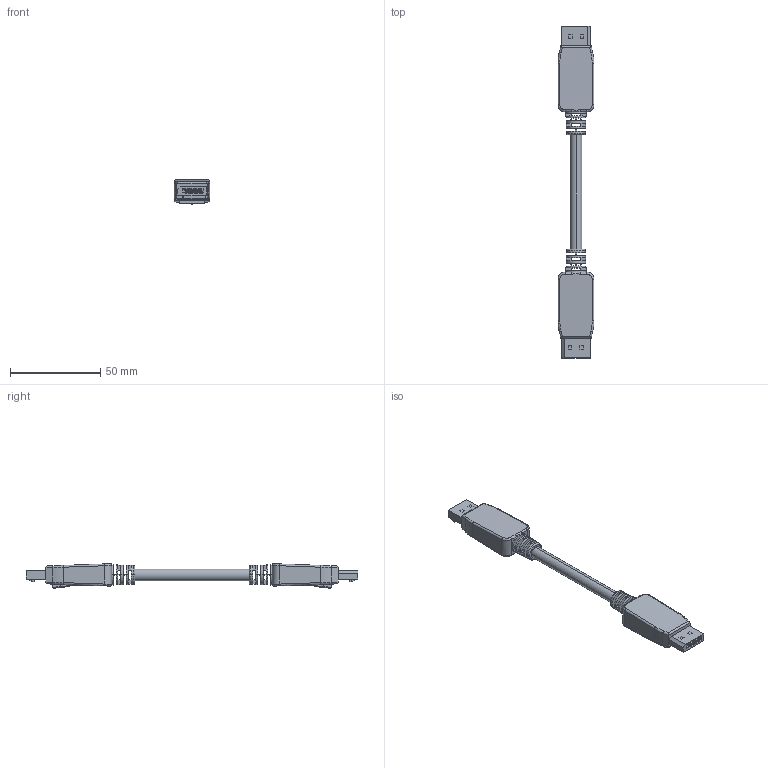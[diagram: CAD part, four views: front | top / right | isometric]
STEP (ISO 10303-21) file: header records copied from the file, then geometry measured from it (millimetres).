
FILE_DESCRIPTION (( 'STEP AP214' ), '1' );
FILE_NAME ('DPA00003.STEP', '2018-05-14T21:53:31', ( '' ), ( '' ), 'SwSTEP 2.0', 'SolidWorks 2017', '' );
FILE_SCHEMA (( 'AUTOMOTIVE_DESIGN' ));
Length unit declared in the file: inch
Products named in the file (3): CABLE DPCAMM; 1AA10-051; DPA00003
Assembly tree (3 placements, depth 2):
  DPA00003
    CABLE DPCAMM
    1AA10-051  x2
Bounding box: 19.94 x 183.95 x 13.59 mm (x, y, z)
Volume: 20626.1 mm3; surface area: 9890.1 mm2
Topology: 3 solids, 3 shells, 698 faces, 1776 edges, 1164 vertices
Faces by surface type: plane 598, cylinder 60, bspline 28, torus 8, cone 4
Entity records: 13893 total; most frequent: CARTESIAN_POINT 2306, ORIENTED_EDGE 1782, DIRECTION 1621, EDGE_CURVE 891, LINE 735, VECTOR 735, VERTEX_POINT 584, AXIS2_PLACEMENT_3D 443
